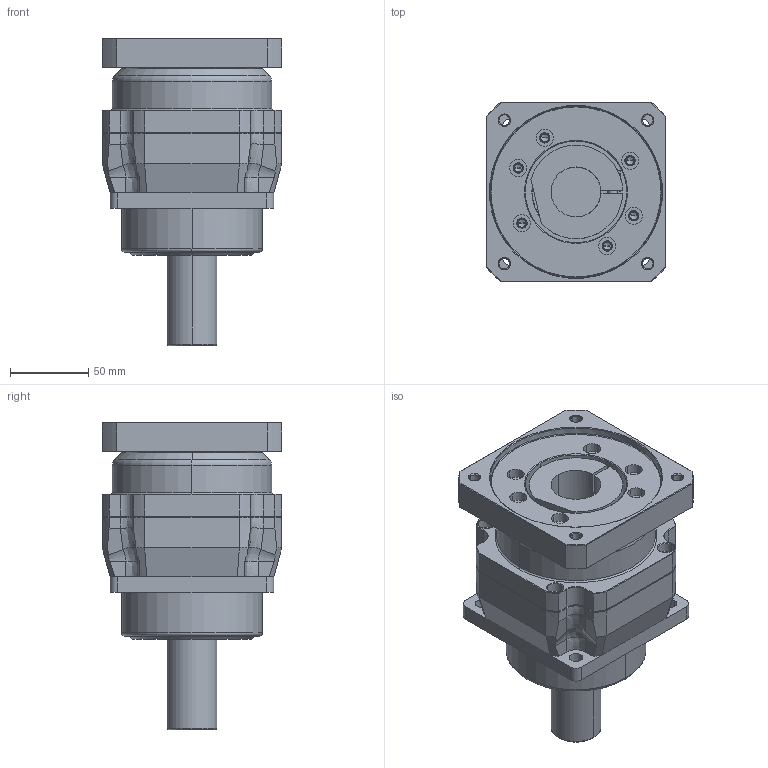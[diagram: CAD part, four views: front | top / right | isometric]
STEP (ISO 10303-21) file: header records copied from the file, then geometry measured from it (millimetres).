
FILE_DESCRIPTION((''),'2;1');
FILE_NAME('AF1001-P0403401001_ASM','2008-09-18T',('d00080'),(''),'PRO/ENGINEER BY PARAMETRIC TECHNOLOGY CORPORATION, 2006170','PRO/ENGINEER BY PARAMETRIC TECHNOLOGY CORPORATION, 2006170','');
FILE_SCHEMA(('CONFIG_CONTROL_DESIGN'));
Length unit declared in the file: millimetre
Products named in the file (4): AF1001; P1301400001; P0403401001; AF1001-P0403401001_ASM
Assembly tree (3 placements, depth 2):
  AF1001-P0403401001_ASM
    AF1001
    P1301400001
    P0403401001
Bounding box: 115 x 115 x 197 mm (x, y, z)
Volume: 1120702.8 mm3; surface area: 158647.3 mm2
Topology: 3 solids, 15 shells, 506 faces, 1171 edges, 701 vertices
Faces by surface type: cylinder 183, plane 125, cone 106, torus 56, bspline 36
Entity records: 16425 total; most frequent: CARTESIAN_POINT 4783, DIRECTION 2539, ORIENTED_EDGE 2264, EDGE_CURVE 1157, AXIS2_PLACEMENT_3D 1038, VERTEX_POINT 701, EDGE_LOOP 594, CIRCLE 555
